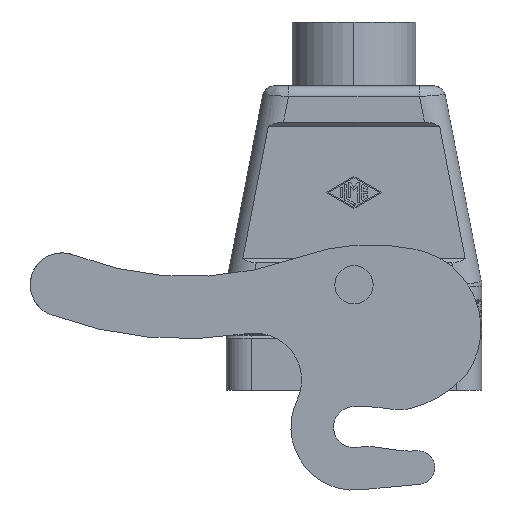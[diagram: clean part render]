
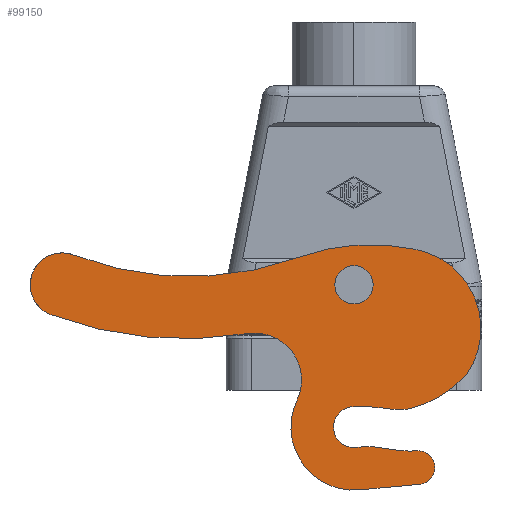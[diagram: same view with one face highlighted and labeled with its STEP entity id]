
A CAD part, front view. The second image highlights one B-rep face of the part: STEP entity #99150.
In plain terms, the highlighted planar face has unit normal (0, -1, 0).
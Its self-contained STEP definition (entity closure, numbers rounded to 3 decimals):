
#97250=CARTESIAN_POINT('',(-68.5,-25.75,24.8));
#97260=DIRECTION('',(0.,-1.,0.));
#97270=DIRECTION('',(1.,0.,0.));
#97280=AXIS2_PLACEMENT_3D('',#97250,#97260,#97270);
#97290=CIRCLE('',#97280,7.5);
#97300=CARTESIAN_POINT('',(-65.791,-25.75,31.794));
#97310=VERTEX_POINT('',#97300);
#97320=CARTESIAN_POINT('',(-71.113,-25.75,17.77));
#97330=VERTEX_POINT('',#97320);
#97340=EDGE_CURVE('',#97310,#97330,#97290,.T.);
#97530=CARTESIAN_POINT('',(96.984,-25.75,-58.637));
#97540=DIRECTION('',(0.,-1.,0.));
#97550=DIRECTION('',(1.,0.,0.));
#97560=AXIS2_PLACEMENT_3D('',#97530,#97540,#97550);
#97570=PLANE('',#97560);
#97580=CARTESIAN_POINT('',(0.,-25.75,24.8));
#97590=DIRECTION('',(0.,-1.,0.));
#97600=DIRECTION('',(1.,0.,0.));
#97610=AXIS2_PLACEMENT_3D('',#97580,#97590,#97600);
#97620=CIRCLE('',#97610,4.5);
#97630=CARTESIAN_POINT('',(4.5,-25.75,24.8));
#97640=VERTEX_POINT('',#97630);
#97650=CARTESIAN_POINT('',(-4.5,-25.75,24.8));
#97660=VERTEX_POINT('',#97650);
#97670=EDGE_CURVE('',#97640,#97660,#97620,.T.);
#97680=ORIENTED_EDGE('',*,*,#97670,.F.);
#97690=EDGE_CURVE('',#97660,#97640,#97620,.T.);
#97700=ORIENTED_EDGE('',*,*,#97690,.F.);
#97710=EDGE_LOOP('',(#97700,#97680));
#97720=FACE_BOUND('',#97710,.T.);
#97730=CARTESIAN_POINT('',(-38.7,-25.75,101.73));
#97740=DIRECTION('',(0.,-1.,0.));
#97750=DIRECTION('',(1.,0.,0.));
#97760=AXIS2_PLACEMENT_3D('',#97730,#97740,#97750);
#97770=CIRCLE('',#97760,75.);
#97780=CARTESIAN_POINT('',(-13.089,-25.75,31.238));
#97790=VERTEX_POINT('',#97780);
#97800=EDGE_CURVE('',#97310,#97790,#97770,.T.);
#97810=ORIENTED_EDGE('',*,*,#97800,.F.);
#97820=CARTESIAN_POINT('',(4.,-25.75,-15.8));
#97830=DIRECTION('',(0.,-1.,0.));
#97840=DIRECTION('',(1.,0.,0.));
#97850=AXIS2_PLACEMENT_3D('',#97820,#97830,#97840);
#97860=CIRCLE('',#97850,50.046);
#97870=CARTESIAN_POINT('',(14.289,-25.75,33.177));
#97880=VERTEX_POINT('',#97870);
#97890=EDGE_CURVE('',#97880,#97790,#97860,.T.);
#97900=ORIENTED_EDGE('',*,*,#97890,.T.);
#97910=CARTESIAN_POINT('',(10.8,-25.75,14.5));
#97920=DIRECTION('',(0.,-1.,0.));
#97930=DIRECTION('',(1.,0.,0.));
#97940=AXIS2_PLACEMENT_3D('',#97910,#97920,#97930);
#97950=CIRCLE('',#97940,19.);
#97960=CARTESIAN_POINT('',(26.395,-25.75,3.646));
#97970=VERTEX_POINT('',#97960);
#97980=EDGE_CURVE('',#97970,#97880,#97950,.T.);
#97990=ORIENTED_EDGE('',*,*,#97980,.T.);
#98000=CARTESIAN_POINT('',(6.5,-25.75,21.9));
#98010=DIRECTION('',(0.,-1.,0.));
#98020=DIRECTION('',(1.,0.,0.));
#98030=AXIS2_PLACEMENT_3D('',#98000,#98010,#98020);
#98040=CIRCLE('',#98030,27.);
#98050=CARTESIAN_POINT('',(12.508,-25.75,-4.423));
#98060=VERTEX_POINT('',#98050);
#98070=EDGE_CURVE('',#98060,#97970,#98040,.T.);
#98080=ORIENTED_EDGE('',*,*,#98070,.T.);
#98090=CARTESIAN_POINT('',(10.8,-25.75,14.5));
#98100=DIRECTION('',(0.,-1.,0.));
#98110=DIRECTION('',(1.,0.,0.));
#98120=AXIS2_PLACEMENT_3D('',#98090,#98100,#98110);
#98130=CIRCLE('',#98120,19.);
#98140=CARTESIAN_POINT('',(7.814,-25.75,-4.264));
#98150=VERTEX_POINT('',#98140);
#98160=EDGE_CURVE('',#98150,#98060,#98130,.T.);
#98170=ORIENTED_EDGE('',*,*,#98160,.T.);
#98180=CARTESIAN_POINT('',(1.528,-25.75,-43.767));
#98190=DIRECTION('',(0.,-1.,0.));
#98200=DIRECTION('',(1.,0.,0.));
#98210=AXIS2_PLACEMENT_3D('',#98180,#98190,#98200);
#98220=CIRCLE('',#98210,40.);
#98230=CARTESIAN_POINT('',(-0.208,-25.75,-3.805))
;
#98240=VERTEX_POINT('',#98230);
#98250=EDGE_CURVE('',#98150,#98240,#98220,.T.);
#98260=ORIENTED_EDGE('',*,*,#98250,.F.);
#98270=CARTESIAN_POINT('',(0.,-25.75,
-8.6));
#98280=DIRECTION('',(0.,-1.,0.));
#98290=DIRECTION('',(1.,0.,0.));
#98300=AXIS2_PLACEMENT_3D('',#98270,#98280,#98290);
#98310=CIRCLE('',#98300,4.8);
#98320=CARTESIAN_POINT('',(0.418,-25.75,-13.382));
#98330=VERTEX_POINT('',#98320);
#98340=EDGE_CURVE('',#98240,#98330,#98310,.T.);
#98350=ORIENTED_EDGE('',*,*,#98340,.F.);
#98360=CARTESIAN_POINT('',(0.418,-25.75,-13.382));
#98370=DIRECTION('',(0.996,0.,0.087));
#98380=VECTOR('',#98370,1.);
#98390=LINE('',#98360,#98380);
#98400=CARTESIAN_POINT('',(2.504,-25.75,-13.199));
#98410=VERTEX_POINT('',#98400);
#98420=EDGE_CURVE('',#98330,#98410,#98390,.T.);
#98430=ORIENTED_EDGE('',*,*,#98420,.F.);
#98440=CARTESIAN_POINT('',(3.375,-25.75,-23.161));
#98450=DIRECTION('',(0.,-1.,0.));
#98460=DIRECTION('',(1.,0.,0.));
#98470=AXIS2_PLACEMENT_3D('',#98440,#98450,#98460);
#98480=CIRCLE('',#98470,10.);
#98490=CARTESIAN_POINT('',(4.767,-25.75,-13.259));
#98500=VERTEX_POINT('',#98490);
#98510=EDGE_CURVE('',#98500,#98410,#98480,.T.);
#98520=ORIENTED_EDGE('',*,*,#98510,.T.);
#98530=CARTESIAN_POINT('',(4.767,-25.75,-13.259));
#98540=DIRECTION('',(0.99,0.,-0.139));
#98550=VECTOR('',#98540,1.);
#98560=LINE('',#98530,#98550);
#98570=CARTESIAN_POINT('',(10.277,-25.75,-14.033));
#98580=VERTEX_POINT('',#98570);
#98590=EDGE_CURVE('',#98500,#98580,#98560,.T.);
#98600=ORIENTED_EDGE('',*,*,#98590,.F.);
#98610=CARTESIAN_POINT('',(13.061,-25.75,5.772));
#98620=DIRECTION('',(0.,-1.,0.));
#98630=DIRECTION('',(1.,0.,0.));
#98640=AXIS2_PLACEMENT_3D('',#98610,#98620,#98630);
#98650=CIRCLE('',#98640,20.);
#98660=CARTESIAN_POINT('',(14.68,-25.75,-14.162));
#98670=VERTEX_POINT('',#98660);
#98680=EDGE_CURVE('',#98580,#98670,#98650,.T.);
#98690=ORIENTED_EDGE('',*,*,#98680,.F.);
#98700=CARTESIAN_POINT('',(15.,-25.75,-18.1));
#98710=DIRECTION('',(0.,-1.,0.));
#98720=DIRECTION('',(1.,0.,0.));
#98730=AXIS2_PLACEMENT_3D('',#98700,#98710,#98720);
#98740=CIRCLE('',#98730,3.951);
#98750=CARTESIAN_POINT('',(15.366,-25.75,-22.034));
#98760=VERTEX_POINT('',#98750);
#98770=EDGE_CURVE('',#98760,#98670,#98740,.T.);
#98780=ORIENTED_EDGE('',*,*,#98770,.T.);
#98790=CARTESIAN_POINT('',(1.371,-25.75,-23.336));
#98800=DIRECTION('',(0.996,0.,0.093));
#98810=VECTOR('',#98800,1.);
#98820=LINE('',#98790,#98810);
#98830=CARTESIAN_POINT('',(1.371,-25.75,-23.336));
#98840=VERTEX_POINT('',#98830);
#98850=EDGE_CURVE('',#98840,#98760,#98820,.T.);
#98860=ORIENTED_EDGE('',*,*,#98850,.T.);
#98870=CARTESIAN_POINT('',(0.,-25.75,
-8.6));
#98880=DIRECTION('',(0.,-1.,0.));
#98890=DIRECTION('',(1.,0.,0.));
#98900=AXIS2_PLACEMENT_3D('',#98870,#98880,#98890);
#98910=CIRCLE('',#98900,14.8);
#98920=CARTESIAN_POINT('',(-13.366,-25.75,-2.245));
#98930=VERTEX_POINT('',#98920);
#98940=EDGE_CURVE('',#98930,#98840,#98910,.T.);
#98950=ORIENTED_EDGE('',*,*,#98940,.T.);
#98960=CARTESIAN_POINT('',(-23.301,-25.75,2.478));
#98970=DIRECTION('',(0.,-1.,0.));
#98980=DIRECTION('',(1.,0.,0.));
#98990=AXIS2_PLACEMENT_3D('',#98960,#98970,#98980);
#99000=CIRCLE('',#98990,11.);
#99010=CARTESIAN_POINT('',(-25.092,-25.75,13.331));
#99020=VERTEX_POINT('',#99010);
#99030=EDGE_CURVE('',#98930,#99020,#99000,.T.);
#99040=ORIENTED_EDGE('',*,*,#99030,.F.);
#99050=CARTESIAN_POINT('',(-39.752,-25.75,102.129));
#99060=DIRECTION('',(0.,-1.,0.));
#99070=DIRECTION('',(1.,0.,0.));
#99080=AXIS2_PLACEMENT_3D('',#99050,#99060,#99070);
#99090=CIRCLE('',#99080,90.);
#99100=EDGE_CURVE('',#97330,#99020,#99090,.T.);
#99110=ORIENTED_EDGE('',*,*,#99100,.T.);
#99120=ORIENTED_EDGE('',*,*,#97340,.T.);
#99130=EDGE_LOOP('',(#99120,#99110,#99040,#98950,#98860,#98780,#98690,
#98600,#98520,#98430,#98350,#98260,#98170,#98080,#97990,#97900,#97810));
#99140=FACE_OUTER_BOUND('',#99130,.T.);
#99150=ADVANCED_FACE('',(#97720,#99140),#97570,.T.);
